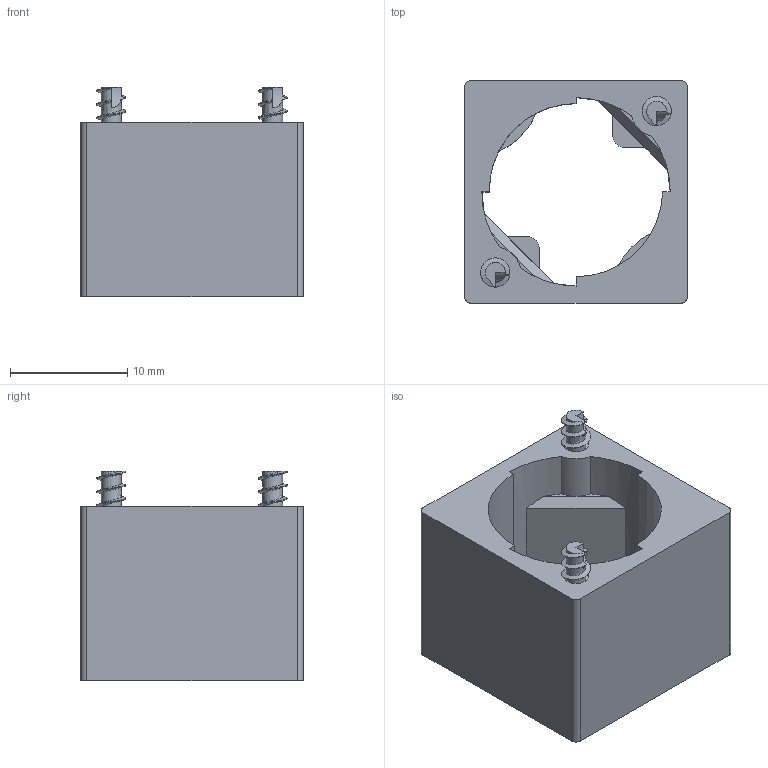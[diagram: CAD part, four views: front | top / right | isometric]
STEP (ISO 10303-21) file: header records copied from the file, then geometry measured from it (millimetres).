
FILE_DESCRIPTION(('STEP AP214'),'1');
FILE_NAME('cctmp_34FC934F-426A-4B94-A545-2D2DBE2F35DF_2023_08_14_22_15_07_0104..stp','2023-08-14T20:15:07',('SIEMENS A&D'),('CADClick - www.CADClick.com'),'Spatial InterOp 3D postprocessed',' ','unknown authorization');
FILE_SCHEMA(('AUTOMOTIVE_DESIGN'));
Length unit declared in the file: millimetre
Products named in the file (1): 2023_08_14_22_15_07_0068
Bounding box: 19 x 19 x 17.9 mm (x, y, z)
Volume: 2669.8 mm3; surface area: 2612.1 mm2
Topology: 1 solids, 1 shells, 455 faces, 1259 edges, 836 vertices
Faces by surface type: bspline 204, plane 180, cylinder 71
Entity records: 25760 total; most frequent: CARTESIAN_POINT 14441, ORIENTED_EDGE 2518, DIRECTION 1293, EDGE_CURVE 1259, VERTEX_POINT 836, LINE 673, VECTOR 673, EDGE_LOOP 487
